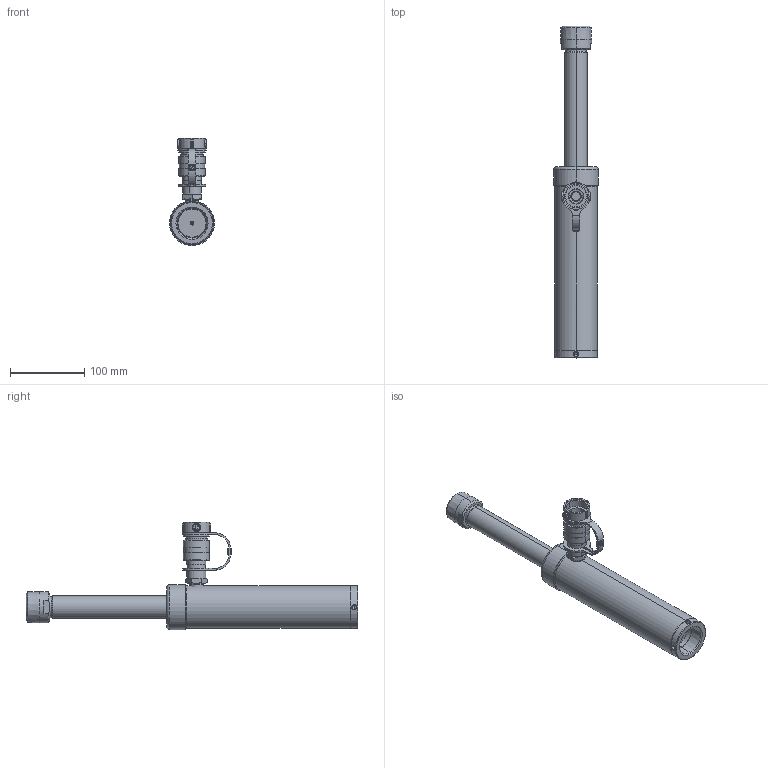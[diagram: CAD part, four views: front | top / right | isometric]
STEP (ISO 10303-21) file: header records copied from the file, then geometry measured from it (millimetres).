
FILE_DESCRIPTION (( 'STEP AP214' ), '1' );
FILE_NAME ('H2110.STEP', '2017-06-13T07:40:08', ( '' ), ( '' ), 'SwSTEP 2.0', 'SolidWorks 2017', '' );
FILE_SCHEMA (( 'AUTOMOTIVE_DESIGN' ));
Length unit declared in the file: millimetre
Products named in the file (1): H2110
Bounding box: 60.2 x 446 x 143.9 mm (x, y, z)
Volume: 528132.6 mm3; surface area: 201048.4 mm2
Topology: 14 solids, 14 shells, 705 faces, 1654 edges, 1014 vertices
Faces by surface type: cylinder 246, plane 195, cone 155, bspline 73, torus 28, sphere 8
Entity records: 32118 total; most frequent: CARTESIAN_POINT 8340, DIRECTION 3292, ORIENTED_EDGE 3276, EDGE_CURVE 1638, AXIS2_PLACEMENT_3D 1292, VERTEX_POINT 1014, EDGE_LOOP 784, UNCERTAINTY_MEASURE_WITH_UNIT 721
